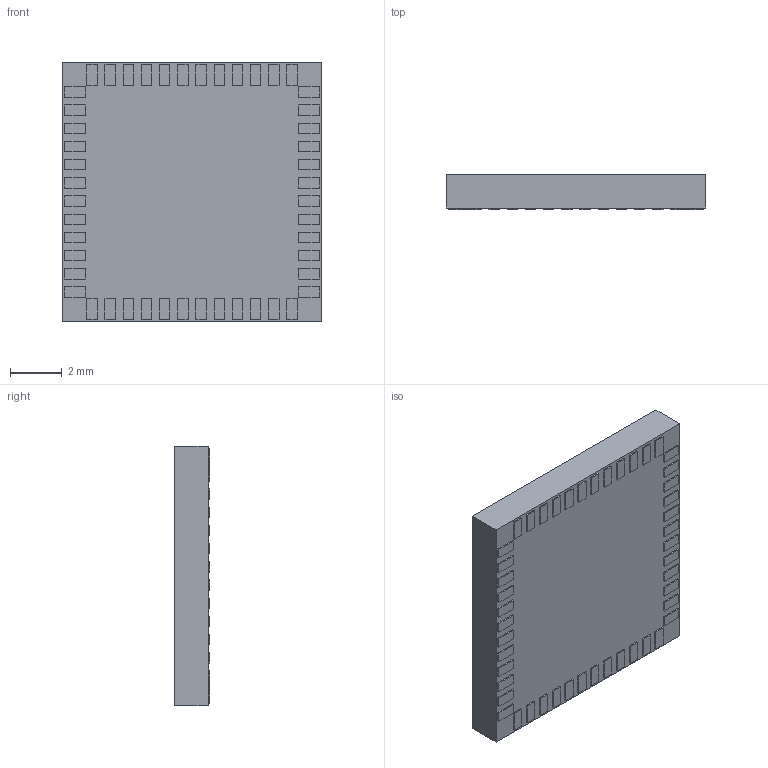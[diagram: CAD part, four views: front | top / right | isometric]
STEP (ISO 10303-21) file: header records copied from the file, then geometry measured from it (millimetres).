
FILE_DESCRIPTION (( 'STEP AP214' ), '1' );
FILE_NAME ( 'iLCC48P70_1000X1000X135L80X40N.STEP', '2019-08-29T10:26:15', ( '' ), ( '' ), 'Part was generated with the free Library Expert Lite available at www.PCBLibraries.com. Removing line will violate the End User License Agreement.', '©2017 PCB Libraries, Inc.', '' );
FILE_SCHEMA (( 'AUTOMOTIVE_DESIGN' ));
Length unit declared in the file: millimetre
Products named in the file (1): iLCC48P70_1000X1000X135L80X40N
Bounding box: 10 x 1.35 x 10 mm (x, y, z)
Volume: 130.8 mm3; surface area: 288.5 mm2
Topology: 49 solids, 49 shells, 297 faces, 594 edges, 396 vertices
Faces by surface type: plane 295, torus 2
Entity records: 8855 total; most frequent: CARTESIAN_POINT 1288, DIRECTION 1196, ORIENTED_EDGE 1188, EDGE_CURVE 594, VECTOR 588, LINE 588, VERTEX_POINT 396, STYLED_ITEM 347
